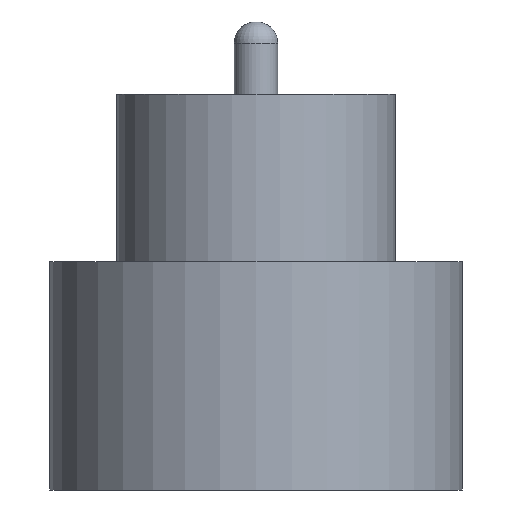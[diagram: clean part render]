
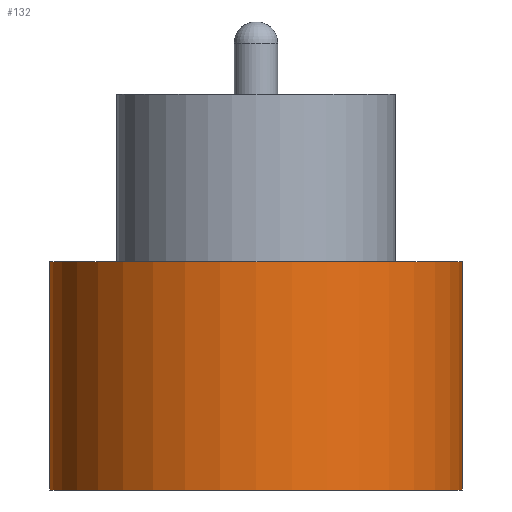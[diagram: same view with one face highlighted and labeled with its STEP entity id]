
A CAD part, front view. The second image highlights one B-rep face of the part: STEP entity #132.
In plain terms, the highlighted cylindrical face has radius 1.85 mm (diameter 3.7 mm), a partial arc.
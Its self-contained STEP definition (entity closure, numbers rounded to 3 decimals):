
#6 = LINE ( 'NONE', #407, #713 ) ;
#22 = AXIS2_PLACEMENT_3D ( 'NONE', #144, #510, #685 ) ;
#46 = EDGE_LOOP ( 'NONE', ( #391, #130, #102, #217 ) ) ;
#47 = CARTESIAN_POINT ( 'NONE',  ( -1.85, 0., -0.5 ) ) ;
#62 = AXIS2_PLACEMENT_3D ( 'NONE', #237, #286, #719 ) ;
#68 = DIRECTION ( 'NONE',  ( 0., 0., -1. ) ) ;
#102 = ORIENTED_EDGE ( 'NONE', *, *, #650, .T. ) ;
#130 = ORIENTED_EDGE ( 'NONE', *, *, #183, .F. ) ;
#132 = ADVANCED_FACE ( 'NONE', ( #235 ), #804, .T. ) ;
#144 = CARTESIAN_POINT ( 'NONE',  ( 0., 0., 1.55 ) ) ;
#183 = EDGE_CURVE ( 'NONE', #784, #605, #452, .T. ) ;
#217 = ORIENTED_EDGE ( 'NONE', *, *, #410, .T. ) ;
#224 = LINE ( 'NONE', #547, #736 ) ;
#235 = FACE_OUTER_BOUND ( 'NONE', #46, .T. ) ;
#237 = CARTESIAN_POINT ( 'NONE',  ( 0., 0., -0.5 ) ) ;
#247 = EDGE_CURVE ( 'NONE', #605, #560, #6, .T. ) ;
#286 = DIRECTION ( 'NONE',  ( 0., 0., 1. ) ) ;
#331 = CARTESIAN_POINT ( 'NONE',  ( -1.85, 0., 1.55 ) ) ;
#357 = CIRCLE ( 'NONE', #62, 1.85 ) ;
#385 = CARTESIAN_POINT ( 'NONE',  ( 0., 0., 3.05 ) ) ;
#391 = ORIENTED_EDGE ( 'NONE', *, *, #247, .F. ) ;
#407 = CARTESIAN_POINT ( 'NONE',  ( 1.85, 0., 3.05 ) ) ;
#410 = EDGE_CURVE ( 'NONE', #488, #560, #357, .T. ) ;
#452 = CIRCLE ( 'NONE', #22, 1.85 ) ;
#488 = VERTEX_POINT ( 'NONE', #47 ) ;
#510 = DIRECTION ( 'NONE',  ( 0., 0., 1. ) ) ;
#547 = CARTESIAN_POINT ( 'NONE',  ( -1.85, 0., 3.05 ) ) ;
#560 = VERTEX_POINT ( 'NONE', #729 ) ;
#605 = VERTEX_POINT ( 'NONE', #617 ) ;
#614 = DIRECTION ( 'NONE',  ( 0., 0., -1. ) ) ;
#617 = CARTESIAN_POINT ( 'NONE',  ( 1.85, 0., 1.55 ) ) ;
#650 = EDGE_CURVE ( 'NONE', #784, #488, #224, .T. ) ;
#685 = DIRECTION ( 'NONE',  ( 1., 0., 0. ) ) ;
#703 = DIRECTION ( 'NONE',  ( 0., 0., -1. ) ) ;
#713 = VECTOR ( 'NONE', #703, 1000. ) ;
#719 = DIRECTION ( 'NONE',  ( 1., 0., 0. ) ) ;
#721 = AXIS2_PLACEMENT_3D ( 'NONE', #385, #68, #754 ) ;
#729 = CARTESIAN_POINT ( 'NONE',  ( 1.85, 0., -0.5 ) ) ;
#736 = VECTOR ( 'NONE', #614, 1000. ) ;
#754 = DIRECTION ( 'NONE',  ( -1., 0., 0. ) ) ;
#784 = VERTEX_POINT ( 'NONE', #331 ) ;
#804 = CYLINDRICAL_SURFACE ( 'NONE', #721, 1.85 ) ;
